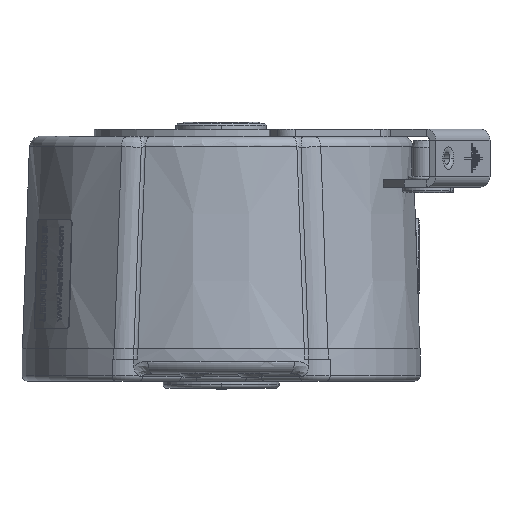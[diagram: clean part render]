
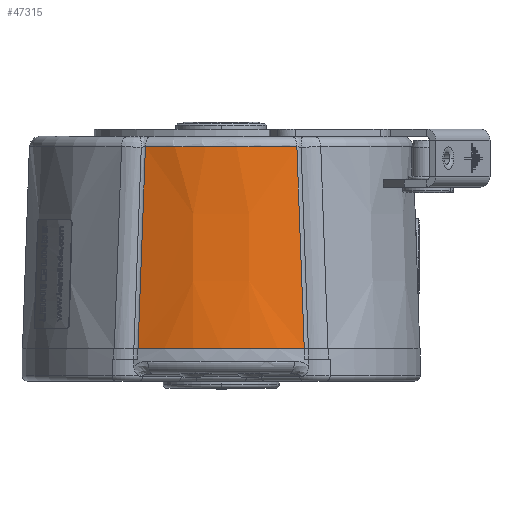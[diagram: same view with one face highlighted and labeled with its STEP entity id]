
A CAD part, front view. The second image highlights one B-rep face of the part: STEP entity #47315.
In plain terms, the highlighted conical face has half-angle 2 degrees and reference radius 51.889 mm.
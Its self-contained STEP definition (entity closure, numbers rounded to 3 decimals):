
#8563=CARTESIAN_POINT('',(-20.894,-46.434,
8.405));
#8565=CARTESIAN_POINT('',(0.,0.,-47.2));
#8566=DIRECTION('',(0.,0.,1.));
#8567=DIRECTION('',(-0.434,-0.901,0.));
#8568=AXIS2_PLACEMENT_3D('',#8565,#8566,#8567);
#8570=CARTESIAN_POINT('',(-22.935,-47.626,-47.2));
#8571=CARTESIAN_POINT('',(-22.701,-47.49,
-40.782));
#8572=CARTESIAN_POINT('',(-22.238,-47.22,
-28.106));
#8573=CARTESIAN_POINT('',(-21.557,-46.822,
-9.542));
#8574=CARTESIAN_POINT('',(-21.113,-46.563,
2.479));
#8575=CARTESIAN_POINT('',(-20.894,-46.434,
8.405));
#8577=CARTESIAN_POINT('',(0.,0.,8.405));
#8578=DIRECTION('',(0.,0.,1.));
#8579=DIRECTION('',(-0.41,-0.912,0.));
#8580=AXIS2_PLACEMENT_3D('',#8577,#8578,#8579);
#8582=CARTESIAN_POINT('',(20.894,-46.434,8.405));
#8583=CARTESIAN_POINT('',(21.113,-46.562,2.485));
#8584=CARTESIAN_POINT('',(21.557,-46.821,
-9.526));
#8585=CARTESIAN_POINT('',(22.239,-47.22,
-28.108));
#8586=CARTESIAN_POINT('',(22.701,-47.49,
-40.783));
#8587=CARTESIAN_POINT('',(22.935,-47.626,-47.2));
#33200=VERTEX_POINT('',#8563);
#33201=CARTESIAN_POINT('',(20.894,-46.434,
8.405));
#33202=VERTEX_POINT('',#33201);
#33828=CARTESIAN_POINT('',(-22.935,-47.626,-47.2));
#33829=CARTESIAN_POINT('',(22.935,-47.626,-47.2));
#33830=VERTEX_POINT('',#33828);
#33831=VERTEX_POINT('',#33829);
#47303=CARTESIAN_POINT('',(0.,0.,-19.398));
#47304=DIRECTION('',(0.,0.,-1.));
#47305=DIRECTION('',(-1.,0.,0.));
#47306=AXIS2_PLACEMENT_3D('',#47303,#47304,#47305);
#47307=CONICAL_SURFACE('',#47306,51.889,2.);
#47308=ORIENTED_EDGE('',*,*,#40382,.F.);
#47309=ORIENTED_EDGE('',*,*,#47298,.T.);
#47310=ORIENTED_EDGE('',*,*,#40110,.T.);
#47312=ORIENTED_EDGE('',*,*,#47311,.T.);
#47313=EDGE_LOOP('',(#47308,#47309,#47310,#47312));
#47314=FACE_OUTER_BOUND('',#47313,.F.);
#8569=CIRCLE('',#8568,52.86);
#8576=B_SPLINE_CURVE_WITH_KNOTS('',3,(#8570,#8571,#8572,#8573,#8574,#8575),
.UNSPECIFIED.,.F.,.F.,(4,1,1,4),(0.,0.333,0.667,1.),
.UNSPECIFIED.);
#8581=CIRCLE('',#8580,50.919);
#8588=B_SPLINE_CURVE_WITH_KNOTS('',3,(#8582,#8583,#8584,#8585,#8586,#8587),
.UNSPECIFIED.,.F.,.F.,(4,1,1,4),(0.,0.333,0.667,1.),
.UNSPECIFIED.);
#40110=EDGE_CURVE('',#33200,#33202,#8581,.T.);
#40382=EDGE_CURVE('',#33830,#33831,#8569,.T.);
#47298=EDGE_CURVE('',#33830,#33200,#8576,.T.);
#47311=EDGE_CURVE('',#33202,#33831,#8588,.T.);
#47315=ADVANCED_FACE('',(#47314),#47307,.T.);
